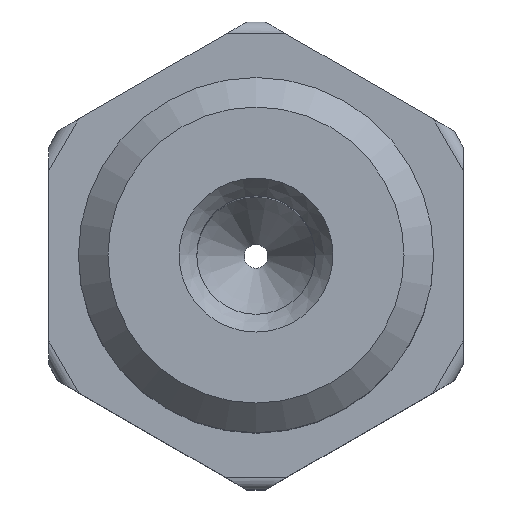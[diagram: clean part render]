
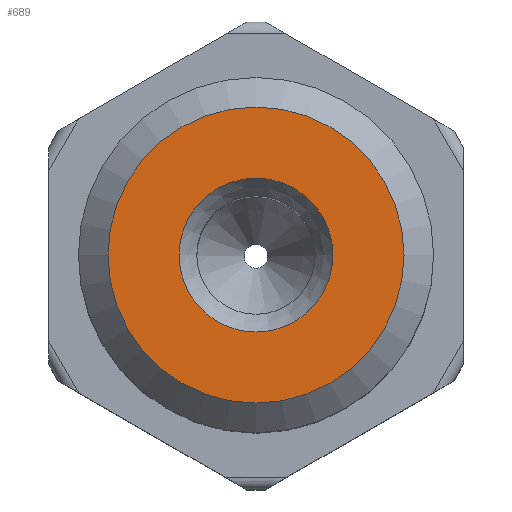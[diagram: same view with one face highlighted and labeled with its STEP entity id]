
A CAD part, top view. The second image highlights one B-rep face of the part: STEP entity #689.
In plain terms, the highlighted planar face has unit normal (0, 0, 1).
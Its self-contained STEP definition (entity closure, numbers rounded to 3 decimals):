
#25=FACE_BOUND('',#134,.T.);
#33=CIRCLE('',#773,1.3);
#34=CIRCLE('',#775,2.5);
#59=PLANE('',#774);
#91=FACE_OUTER_BOUND('',#133,.T.);
#133=EDGE_LOOP('',(#607));
#134=EDGE_LOOP('',(#608));
#337=VERTEX_POINT('',#1184);
#338=VERTEX_POINT('',#1188);
#428=EDGE_CURVE('',#337,#337,#33,.T.);
#429=EDGE_CURVE('',#338,#338,#34,.T.);
#607=ORIENTED_EDGE('',*,*,#429,.F.);
#608=ORIENTED_EDGE('',*,*,#428,.T.);
#689=ADVANCED_FACE('',(#91,#25),#59,.T.);
#773=AXIS2_PLACEMENT_3D('',#1186,#969,#970);
#774=AXIS2_PLACEMENT_3D('',#1187,#971,#972);
#775=AXIS2_PLACEMENT_3D('',#1189,#973,#974);
#969=DIRECTION('center_axis',(0.,0.,-1.));
#970=DIRECTION('ref_axis',(1.,0.,0.));
#971=DIRECTION('center_axis',(0.,0.,1.));
#972=DIRECTION('ref_axis',(1.,0.,0.));
#973=DIRECTION('center_axis',(0.,0.,-1.));
#974=DIRECTION('ref_axis',(1.,0.,0.));
#1184=CARTESIAN_POINT('',(1.3,0.,12.5));
#1186=CARTESIAN_POINT('Origin',(0.,0.,12.5));
#1187=CARTESIAN_POINT('Origin',(-2.5,0.,12.5));
#1188=CARTESIAN_POINT('',(2.5,0.,12.5));
#1189=CARTESIAN_POINT('Origin',(0.,0.,12.5));
